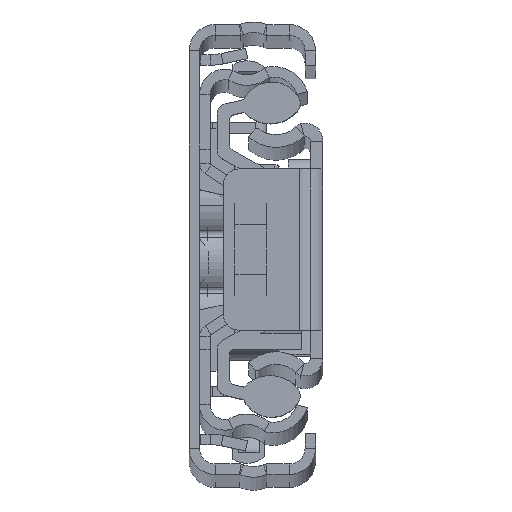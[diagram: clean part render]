
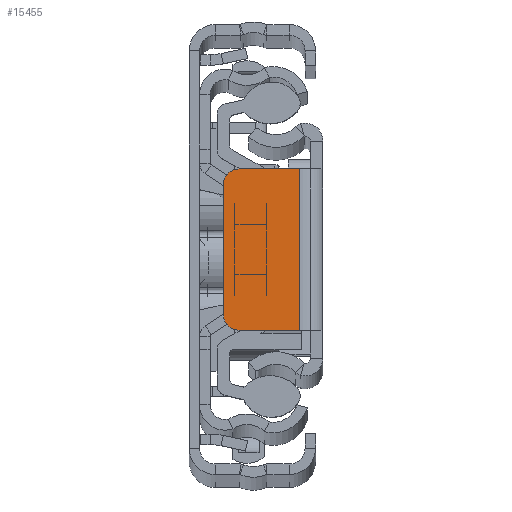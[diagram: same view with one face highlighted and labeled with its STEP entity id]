
A CAD part, top view. The second image highlights one B-rep face of the part: STEP entity #15455.
In plain terms, the highlighted planar face has unit normal (0, 0, 1).
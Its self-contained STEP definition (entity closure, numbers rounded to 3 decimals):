
#129 = CARTESIAN_POINT ( 'NONE',  ( 0., 7.65, 0. ) ) ;
#792 = EDGE_CURVE ( 'NONE', #1548, #8909, #3144, .T. ) ;
#835 = CARTESIAN_POINT ( 'NONE',  ( -7.95, 7.65, 0. ) ) ;
#1548 = VERTEX_POINT ( 'NONE', #12207 ) ;
#2521 = LINE ( 'NONE', #21242, #12256 ) ;
#2649 = VERTEX_POINT ( 'NONE', #2871 ) ;
#2795 = VERTEX_POINT ( 'NONE', #9795 ) ;
#2871 = CARTESIAN_POINT ( 'NONE',  ( -9.45, -6.15, 0. ) ) ;
#3144 = LINE ( 'NONE', #129, #12461 ) ;
#4190 = DIRECTION ( 'NONE',  ( 0., -1., 0. ) ) ;
#4882 = EDGE_CURVE ( 'NONE', #10355, #15718, #2521, .T. ) ;
#5403 = CARTESIAN_POINT ( 'NONE',  ( -7.95, -7.65, 0. ) ) ;
#5529 = DIRECTION ( 'NONE',  ( 0., 0., 1. ) ) ;
#6536 = ORIENTED_EDGE ( 'NONE', *, *, #10091, .T. ) ;
#7321 = FACE_OUTER_BOUND ( 'NONE', #10814, .T. ) ;
#7628 = DIRECTION ( 'NONE',  ( -1., 0., 0. ) ) ;
#7634 = LINE ( 'NONE', #19453, #9505 ) ;
#8507 = DIRECTION ( 'NONE',  ( 0., -1., 0. ) ) ;
#8621 = ORIENTED_EDGE ( 'NONE', *, *, #19352, .T. ) ;
#8909 = VERTEX_POINT ( 'NONE', #835 ) ;
#9107 = DIRECTION ( 'NONE',  ( 1., 0., 0. ) ) ;
#9505 = VECTOR ( 'NONE', #4190, 1000. ) ;
#9795 = CARTESIAN_POINT ( 'NONE',  ( -9.45, 6.15, 0. ) ) ;
#10091 = EDGE_CURVE ( 'NONE', #2795, #2649, #7634, .T. ) ;
#10206 = DIRECTION ( 'NONE',  ( -1., 0., 0. ) ) ;
#10355 = VERTEX_POINT ( 'NONE', #5403 ) ;
#10447 = DIRECTION ( 'NONE',  ( 0., 0., -1. ) ) ;
#10618 = CIRCLE ( 'NONE', #16331, 1.5 ) ;
#10814 = EDGE_LOOP ( 'NONE', ( #6536, #17472, #18654, #15689, #19901, #8621 ) ) ;
#12207 = CARTESIAN_POINT ( 'NONE',  ( -2.2, 7.65, 0. ) ) ;
#12256 = VECTOR ( 'NONE', #9107, 1000. ) ;
#12461 = VECTOR ( 'NONE', #16996, 1000. ) ;
#12904 = AXIS2_PLACEMENT_3D ( 'NONE', #18683, #18475, #10206 ) ;
#13388 = EDGE_CURVE ( 'NONE', #2649, #10355, #10618, .T. ) ;
#14012 = CARTESIAN_POINT ( 'NONE',  ( -7.95, -6.15, 0. ) ) ;
#15455 = ADVANCED_FACE ( 'NONE', ( #7321 ), #15817, .F. ) ;
#15537 = LINE ( 'NONE', #18869, #19681 ) ;
#15588 = DIRECTION ( 'NONE',  ( -1., 0., 0. ) ) ;
#15646 = CARTESIAN_POINT ( 'NONE',  ( -2.2, -7.65, 0. ) ) ;
#15689 = ORIENTED_EDGE ( 'NONE', *, *, #16844, .F. ) ;
#15705 = AXIS2_PLACEMENT_3D ( 'NONE', #19029, #10447, #15588 ) ;
#15718 = VERTEX_POINT ( 'NONE', #15646 ) ;
#15817 = PLANE ( 'NONE',  #15705 ) ;
#16331 = AXIS2_PLACEMENT_3D ( 'NONE', #14012, #5529, #7628 ) ;
#16844 = EDGE_CURVE ( 'NONE', #1548, #15718, #15537, .T. ) ;
#16996 = DIRECTION ( 'NONE',  ( -1., 0., 0. ) ) ;
#17472 = ORIENTED_EDGE ( 'NONE', *, *, #13388, .T. ) ;
#18475 = DIRECTION ( 'NONE',  ( 0., 0., 1. ) ) ;
#18654 = ORIENTED_EDGE ( 'NONE', *, *, #4882, .T. ) ;
#18683 = CARTESIAN_POINT ( 'NONE',  ( -7.95, 6.15, 0. ) ) ;
#18869 = CARTESIAN_POINT ( 'NONE',  ( -2.2, -7.65, 0. ) ) ;
#19029 = CARTESIAN_POINT ( 'NONE',  ( 0., 0., 0. ) ) ;
#19352 = EDGE_CURVE ( 'NONE', #8909, #2795, #21425, .T. ) ;
#19453 = CARTESIAN_POINT ( 'NONE',  ( -9.45, 0., 0. ) ) ;
#19681 = VECTOR ( 'NONE', #8507, 1000. ) ;
#19901 = ORIENTED_EDGE ( 'NONE', *, *, #792, .T. ) ;
#21242 = CARTESIAN_POINT ( 'NONE',  ( 0., -7.65, 0. ) ) ;
#21425 = CIRCLE ( 'NONE', #12904, 1.5 ) ;
